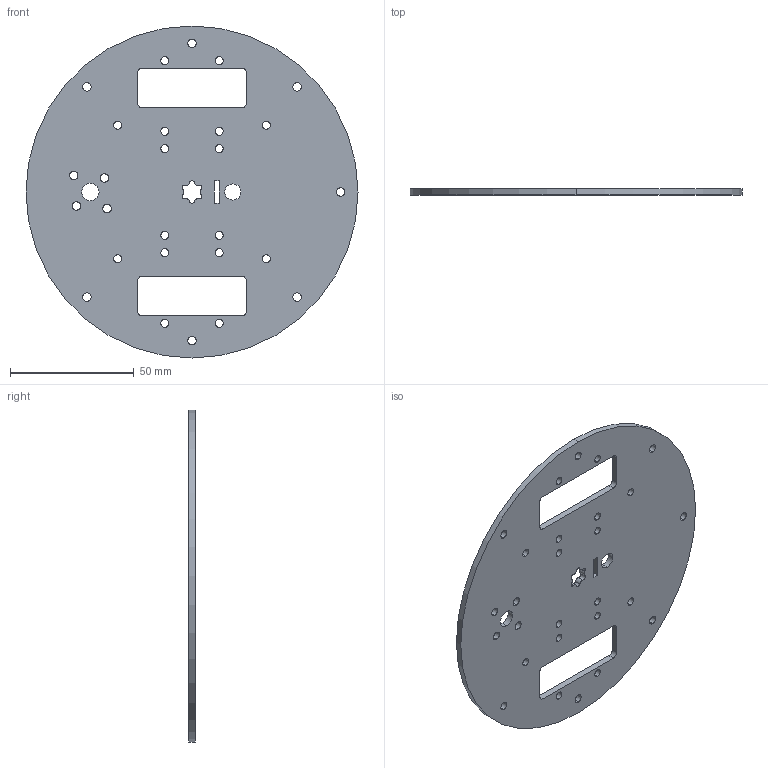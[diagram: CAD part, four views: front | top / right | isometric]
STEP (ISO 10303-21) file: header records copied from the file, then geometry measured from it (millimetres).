
FILE_DESCRIPTION (( 'STEP AP214' ), '1' );
FILE_NAME ('1001-PF - TOP AND BOT PLATE.STEP', '2023-10-23T00:41:29', ( '' ), ( '' ), 'SwSTEP 2.0', 'SolidWorks 2023', '' );
FILE_SCHEMA (( 'AUTOMOTIVE_DESIGN' ));
Length unit declared in the file: millimetre
Products named in the file (1): 1001-PF - TOP AND BOT PLATE
Bounding box: 134 x 2.5 x 134 mm (x, y, z)
Volume: 30823.9 mm3; surface area: 27272.9 mm2
Topology: 1 solids, 1 shells, 131 faces, 449 edges, 320 vertices
Faces by surface type: cylinder 85, sphere 32, plane 14
Entity records: 4510 total; most frequent: DIRECTION 853, CARTESIAN_POINT 745, ORIENTED_EDGE 710, AXIS2_PLACEMENT_3D 366, EDGE_CURVE 355, VERTEX_POINT 258, CIRCLE 234, EDGE_LOOP 229
